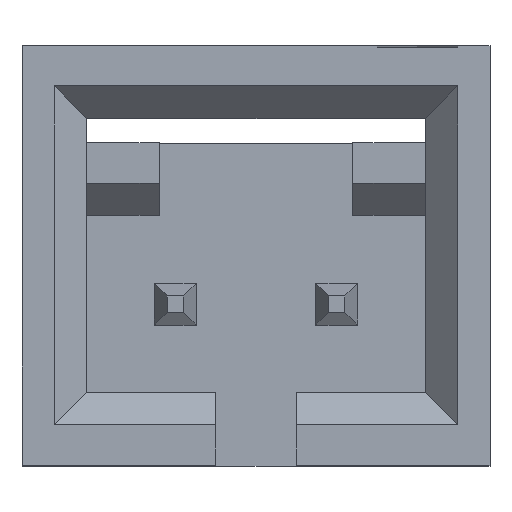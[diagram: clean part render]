
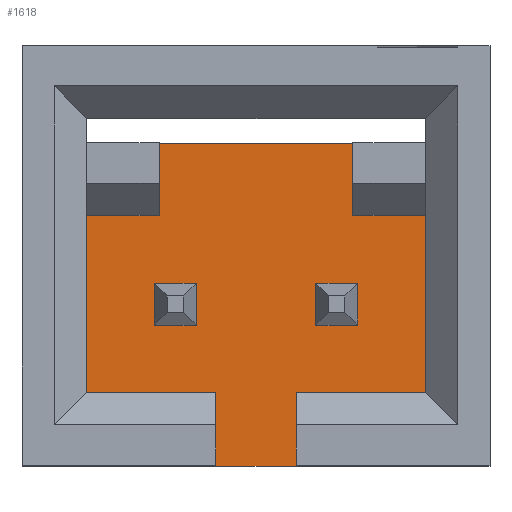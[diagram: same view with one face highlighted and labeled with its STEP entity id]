
A CAD part, top view. The second image highlights one B-rep face of the part: STEP entity #1618.
In plain terms, the highlighted planar face has unit normal (0, 0, 1).
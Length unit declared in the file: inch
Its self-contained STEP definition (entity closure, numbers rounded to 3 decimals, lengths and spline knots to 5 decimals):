
#57=DIRECTION('',(1.,0.,0.));
#58=VECTOR('',#57,0.05);
#59=CARTESIAN_POINT('',(-0.025,-0.1,-0.2));
#60=LINE('',#59,#58);
#165=DIRECTION('',(1.,0.,0.));
#166=VECTOR('',#165,0.12);
#167=CARTESIAN_POINT('',(-0.06,0.1,-0.2));
#168=LINE('',#167,#166);
#413=DIRECTION('',(0.,1.,0.));
#414=VECTOR('',#413,0.045);
#415=CARTESIAN_POINT('',(0.06,0.055,-0.2));
#416=LINE('',#415,#414);
#417=DIRECTION('',(-1.,0.,0.));
#418=VECTOR('',#417,0.045);
#419=CARTESIAN_POINT('',(0.105,0.055,-0.2));
#420=LINE('',#419,#418);
#421=DIRECTION('',(0.,1.,0.));
#422=VECTOR('',#421,0.11);
#423=CARTESIAN_POINT('',(0.105,-0.055,-0.2));
#424=LINE('',#423,#422);
#425=DIRECTION('',(1.,0.,0.));
#426=VECTOR('',#425,0.08);
#427=CARTESIAN_POINT('',(0.025,-0.055,-0.2));
#428=LINE('',#427,#426);
#429=DIRECTION('',(0.,1.,0.));
#430=VECTOR('',#429,0.045);
#431=CARTESIAN_POINT('',(0.025,-0.1,-0.2));
#432=LINE('',#431,#430);
#433=DIRECTION('',(0.,-1.,0.));
#434=VECTOR('',#433,0.045);
#435=CARTESIAN_POINT('',(-0.025,-0.055,-0.2));
#436=LINE('',#435,#434);
#437=DIRECTION('',(1.,0.,0.));
#438=VECTOR('',#437,0.08);
#439=CARTESIAN_POINT('',(-0.105,-0.055,-0.2));
#440=LINE('',#439,#438);
#441=DIRECTION('',(0.,-1.,0.));
#442=VECTOR('',#441,0.11);
#443=CARTESIAN_POINT('',(-0.105,0.055,-0.2));
#444=LINE('',#443,#442);
#445=DIRECTION('',(-1.,0.,0.));
#446=VECTOR('',#445,0.045);
#447=CARTESIAN_POINT('',(-0.06,0.055,-0.2));
#448=LINE('',#447,#446);
#449=DIRECTION('',(0.,-1.,0.));
#450=VECTOR('',#449,0.045);
#451=CARTESIAN_POINT('',(-0.06,0.1,-0.2));
#452=LINE('',#451,#450);
#453=DIRECTION('',(0.,1.,0.));
#454=VECTOR('',#453,0.026);
#455=CARTESIAN_POINT('',(0.037,-0.013,-0.2));
#456=LINE('',#455,#454);
#457=DIRECTION('',(1.,0.,0.));
#458=VECTOR('',#457,0.026);
#459=CARTESIAN_POINT('',(0.037,-0.013,-0.2));
#460=LINE('',#459,#458);
#461=DIRECTION('',(0.,1.,0.));
#462=VECTOR('',#461,0.026);
#463=CARTESIAN_POINT('',(0.063,-0.013,-0.2));
#464=LINE('',#463,#462);
#465=DIRECTION('',(1.,0.,0.));
#466=VECTOR('',#465,0.026);
#467=CARTESIAN_POINT('',(0.037,0.013,-0.2));
#468=LINE('',#467,#466);
#469=DIRECTION('',(0.,1.,0.));
#470=VECTOR('',#469,0.026);
#471=CARTESIAN_POINT('',(-0.063,-0.013,-0.2));
#472=LINE('',#471,#470);
#473=DIRECTION('',(1.,0.,0.));
#474=VECTOR('',#473,0.026);
#475=CARTESIAN_POINT('',(-0.063,-0.013,-0.2));
#476=LINE('',#475,#474);
#477=DIRECTION('',(0.,1.,0.));
#478=VECTOR('',#477,0.026);
#479=CARTESIAN_POINT('',(-0.037,-0.013,-0.2));
#480=LINE('',#479,#478);
#481=DIRECTION('',(1.,0.,0.));
#482=VECTOR('',#481,0.026);
#483=CARTESIAN_POINT('',(-0.063,0.013,-0.2));
#484=LINE('',#483,#482);
#801=CARTESIAN_POINT('',(0.105,0.055,-0.2));
#802=CARTESIAN_POINT('',(0.06,0.055,-0.2));
#803=VERTEX_POINT('',#801);
#804=VERTEX_POINT('',#802);
#805=CARTESIAN_POINT('',(-0.06,0.1,-0.2));
#806=CARTESIAN_POINT('',(0.06,0.1,-0.2));
#807=VERTEX_POINT('',#805);
#808=VERTEX_POINT('',#806);
#813=CARTESIAN_POINT('',(-0.06,0.055,-0.2));
#814=VERTEX_POINT('',#813);
#839=CARTESIAN_POINT('',(-0.105,0.055,-0.2));
#840=VERTEX_POINT('',#839);
#841=CARTESIAN_POINT('',(-0.105,-0.055,-0.2));
#842=VERTEX_POINT('',#841);
#843=CARTESIAN_POINT('',(-0.025,-0.055,-0.2));
#844=VERTEX_POINT('',#843);
#845=CARTESIAN_POINT('',(0.105,-0.055,-0.2));
#846=VERTEX_POINT('',#845);
#907=CARTESIAN_POINT('',(0.037,-0.013,-0.2));
#908=CARTESIAN_POINT('',(0.037,0.013,-0.2));
#909=VERTEX_POINT('',#907);
#910=VERTEX_POINT('',#908);
#911=CARTESIAN_POINT('',(0.063,-0.013,-0.2));
#912=CARTESIAN_POINT('',(0.063,0.013,-0.2));
#913=VERTEX_POINT('',#911);
#914=VERTEX_POINT('',#912);
#955=CARTESIAN_POINT('',(-0.063,-0.013,-0.2));
#956=CARTESIAN_POINT('',(-0.063,0.013,-0.2));
#957=VERTEX_POINT('',#955);
#958=VERTEX_POINT('',#956);
#959=CARTESIAN_POINT('',(-0.037,-0.013,-0.2));
#960=CARTESIAN_POINT('',(-0.037,0.013,-0.2));
#961=VERTEX_POINT('',#959);
#962=VERTEX_POINT('',#960);
#995=CARTESIAN_POINT('',(0.025,-0.055,-0.2));
#996=VERTEX_POINT('',#995);
#997=CARTESIAN_POINT('',(-0.025,-0.1,-0.2));
#998=CARTESIAN_POINT('',(0.025,-0.1,-0.2));
#999=VERTEX_POINT('',#997);
#1000=VERTEX_POINT('',#998);
#1575=CARTESIAN_POINT('',(-0.145,0.,-0.2));
#1576=DIRECTION('',(0.,0.,1.));
#1577=DIRECTION('',(1.,0.,0.));
#1578=AXIS2_PLACEMENT_3D('',#1575,#1576,#1577);
#1579=PLANE('',#1578);
#1580=ORIENTED_EDGE('',*,*,#1193,.T.);
#1582=ORIENTED_EDGE('',*,*,#1581,.F.);
#1583=ORIENTED_EDGE('',*,*,#1451,.F.);
#1584=ORIENTED_EDGE('',*,*,#1473,.F.);
#1585=ORIENTED_EDGE('',*,*,#1554,.F.);
#1586=ORIENTED_EDGE('',*,*,#1542,.F.);
#1587=ORIENTED_EDGE('',*,*,#1069,.F.);
#1589=ORIENTED_EDGE('',*,*,#1588,.F.);
#1590=ORIENTED_EDGE('',*,*,#1566,.F.);
#1591=ORIENTED_EDGE('',*,*,#1387,.F.);
#1593=ORIENTED_EDGE('',*,*,#1592,.F.);
#1595=ORIENTED_EDGE('',*,*,#1594,.F.);
#1596=EDGE_LOOP('',(#1580,#1582,#1583,#1584,#1585,#1586,#1587,#1589,#1590,#1591,
#1593,#1595));
#1597=FACE_OUTER_BOUND('',#1596,.F.);
#1599=ORIENTED_EDGE('',*,*,#1598,.F.);
#1601=ORIENTED_EDGE('',*,*,#1600,.T.);
#1603=ORIENTED_EDGE('',*,*,#1602,.T.);
#1605=ORIENTED_EDGE('',*,*,#1604,.F.);
#1606=EDGE_LOOP('',(#1599,#1601,#1603,#1605));
#1607=FACE_BOUND('',#1606,.F.);
#1609=ORIENTED_EDGE('',*,*,#1608,.F.);
#1611=ORIENTED_EDGE('',*,*,#1610,.T.);
#1613=ORIENTED_EDGE('',*,*,#1612,.T.);
#1615=ORIENTED_EDGE('',*,*,#1614,.F.);
#1616=EDGE_LOOP('',(#1609,#1611,#1613,#1615));
#1617=FACE_BOUND('',#1616,.F.);
#1618=ADVANCED_FACE('',(#1597,#1607,#1617),#1579,.T.);
#1069=EDGE_CURVE('',#999,#1000,#60,.T.);
#1193=EDGE_CURVE('',#807,#808,#168,.T.);
#1387=EDGE_CURVE('',#840,#842,#444,.T.);
#1451=EDGE_CURVE('',#803,#804,#420,.T.);
#1473=EDGE_CURVE('',#846,#803,#424,.T.);
#1542=EDGE_CURVE('',#1000,#996,#432,.T.);
#1554=EDGE_CURVE('',#996,#846,#428,.T.);
#1566=EDGE_CURVE('',#842,#844,#440,.T.);
#1581=EDGE_CURVE('',#804,#808,#416,.T.);
#1588=EDGE_CURVE('',#844,#999,#436,.T.);
#1592=EDGE_CURVE('',#814,#840,#448,.T.);
#1594=EDGE_CURVE('',#807,#814,#452,.T.);
#1598=EDGE_CURVE('',#909,#910,#456,.T.);
#1600=EDGE_CURVE('',#909,#913,#460,.T.);
#1602=EDGE_CURVE('',#913,#914,#464,.T.);
#1604=EDGE_CURVE('',#910,#914,#468,.T.);
#1608=EDGE_CURVE('',#957,#958,#472,.T.);
#1610=EDGE_CURVE('',#957,#961,#476,.T.);
#1612=EDGE_CURVE('',#961,#962,#480,.T.);
#1614=EDGE_CURVE('',#958,#962,#484,.T.);
